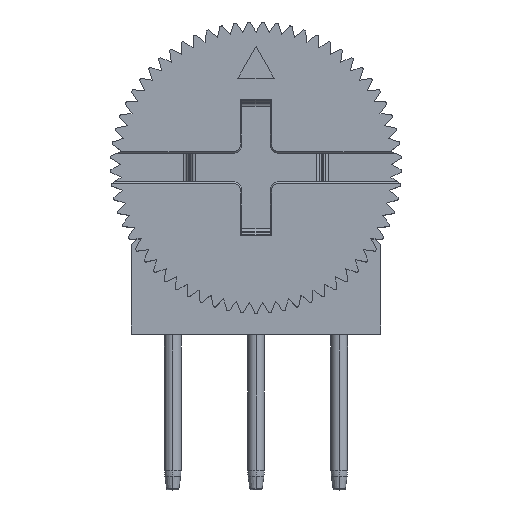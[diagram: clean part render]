
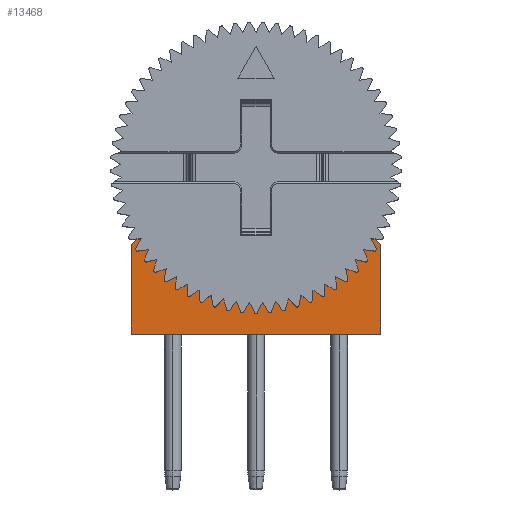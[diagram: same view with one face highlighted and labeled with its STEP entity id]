
A CAD part, top view. The second image highlights one B-rep face of the part: STEP entity #13468.
In plain terms, the highlighted planar face has unit normal (0, 0, 1).
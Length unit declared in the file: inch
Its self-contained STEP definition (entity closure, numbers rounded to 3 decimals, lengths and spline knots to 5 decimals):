
#74 = VERTEX_POINT ( 'NONE', #9421 ) ;
#512 = ORIENTED_EDGE ( 'NONE', *, *, #4187, .T. ) ;
#635 = AXIS2_PLACEMENT_3D ( 'NONE', #10652, #3231, #11986 ) ;
#1293 = CARTESIAN_POINT ( 'NONE',  ( -0.15, 0.1075, 0.075 ) ) ;
#1574 = ORIENTED_EDGE ( 'NONE', *, *, #14027, .T. ) ;
#1635 = CARTESIAN_POINT ( 'NONE',  ( 0., 0.2, 0.075 ) ) ;
#1896 = CIRCLE ( 'NONE', #5439, 0.1625 ) ;
#2175 = FACE_OUTER_BOUND ( 'NONE', #4597, .T. ) ;
#2478 = VERTEX_POINT ( 'NONE', #13061 ) ;
#2508 = EDGE_CURVE ( 'NONE', #15418, #11169, #16047, .T. ) ;
#2945 = DIRECTION ( 'NONE',  ( 0., 0., 1. ) ) ;
#3199 = CIRCLE ( 'NONE', #635, 0.1625 ) ;
#3231 = DIRECTION ( 'NONE',  ( 0., 0., 1. ) ) ;
#3525 = EDGE_CURVE ( 'NONE', #2478, #7693, #11531, .T. ) ;
#3680 = PLANE ( 'NONE',  #15257 ) ;
#3763 = DIRECTION ( 'NONE',  ( 0., 1., 0. ) ) ;
#3922 = CARTESIAN_POINT ( 'NONE',  ( 0.15, 0.1075, 0.075 ) ) ;
#4187 = EDGE_CURVE ( 'NONE', #9481, #2478, #1896, .T. ) ;
#4578 = VERTEX_POINT ( 'NONE', #8400 ) ;
#4597 = EDGE_LOOP ( 'NONE', ( #13930, #7796, #1574, #13268, #512, #13013, #11761, #10629 ) ) ;
#5183 = VERTEX_POINT ( 'NONE', #12463 ) ;
#5439 = AXIS2_PLACEMENT_3D ( 'NONE', #16031, #12345, #7424 ) ;
#5559 = CARTESIAN_POINT ( 'NONE',  ( -0.15, 0., 0.075 ) ) ;
#5896 = VECTOR ( 'NONE', #3763, 39.37008 ) ;
#5949 = CARTESIAN_POINT ( 'NONE',  ( 0.15, 0.1075, 0.075 ) ) ;
#6320 = CARTESIAN_POINT ( 'NONE',  ( -0.15, 0.1075, 0.075 ) ) ;
#6552 = EDGE_CURVE ( 'NONE', #7693, #5183, #3199, .T. ) ;
#7424 = DIRECTION ( 'NONE',  ( -1., 0., 0. ) ) ;
#7577 = LINE ( 'NONE', #6320, #15980 ) ;
#7693 = VERTEX_POINT ( 'NONE', #7888 ) ;
#7763 = AXIS2_PLACEMENT_3D ( 'NONE', #1635, #2945, #15486 ) ;
#7796 = ORIENTED_EDGE ( 'NONE', *, *, #11117, .T. ) ;
#7888 = CARTESIAN_POINT ( 'NONE',  ( -0.1625, 0.2, 0.075 ) ) ;
#7944 = CARTESIAN_POINT ( 'NONE',  ( -0.15, 0., 0.075 ) ) ;
#8031 = LINE ( 'NONE', #3922, #5896 ) ;
#8156 = CARTESIAN_POINT ( 'NONE',  ( 0.14, 0.1175, 0.075 ) ) ;
#8400 = CARTESIAN_POINT ( 'NONE',  ( 0.15, 0., 0.075 ) ) ;
#8447 = EDGE_CURVE ( 'NONE', #74, #9481, #14118, .T. ) ;
#8918 = LINE ( 'NONE', #11385, #14206 ) ;
#9421 = CARTESIAN_POINT ( 'NONE',  ( 0.15, 0.1075, 0.075 ) ) ;
#9481 = VERTEX_POINT ( 'NONE', #8156 ) ;
#10076 = DIRECTION ( 'NONE',  ( 0., 0., -1. ) ) ;
#10129 = CARTESIAN_POINT ( 'NONE',  ( 0., 0.2, 0.075 ) ) ;
#10195 = VECTOR ( 'NONE', #12126, 39.37008 ) ;
#10629 = ORIENTED_EDGE ( 'NONE', *, *, #11087, .T. ) ;
#10652 = CARTESIAN_POINT ( 'NONE',  ( 0., 0.2, 0.075 ) ) ;
#11087 = EDGE_CURVE ( 'NONE', #5183, #15418, #7577, .T. ) ;
#11117 = EDGE_CURVE ( 'NONE', #11169, #4578, #8918, .T. ) ;
#11169 = VERTEX_POINT ( 'NONE', #7944 ) ;
#11385 = CARTESIAN_POINT ( 'NONE',  ( 0.15, 0., 0.075 ) ) ;
#11531 = CIRCLE ( 'NONE', #7763, 0.1625 ) ;
#11761 = ORIENTED_EDGE ( 'NONE', *, *, #6552, .T. ) ;
#11986 = DIRECTION ( 'NONE',  ( -1., 0., 0. ) ) ;
#12126 = DIRECTION ( 'NONE',  ( -0.707, 0.707, 0. ) ) ;
#12345 = DIRECTION ( 'NONE',  ( 0., 0., 1. ) ) ;
#12463 = CARTESIAN_POINT ( 'NONE',  ( -0.14, 0.1175, 0.075 ) ) ;
#13013 = ORIENTED_EDGE ( 'NONE', *, *, #3525, .T. ) ;
#13061 = CARTESIAN_POINT ( 'NONE',  ( 0.1625, 0.2, 0.075 ) ) ;
#13268 = ORIENTED_EDGE ( 'NONE', *, *, #8447, .T. ) ;
#13468 = ADVANCED_FACE ( 'NONE', ( #2175 ), #3680, .F. ) ;
#13930 = ORIENTED_EDGE ( 'NONE', *, *, #2508, .T. ) ;
#14027 = EDGE_CURVE ( 'NONE', #4578, #74, #8031, .T. ) ;
#14118 = LINE ( 'NONE', #5949, #10195 ) ;
#14206 = VECTOR ( 'NONE', #15334, 39.37008 ) ;
#14325 = DIRECTION ( 'NONE',  ( 0., -1., 0. ) ) ;
#14668 = VECTOR ( 'NONE', #14325, 39.37008 ) ;
#15118 = DIRECTION ( 'NONE',  ( -0.707, -0.707, 0. ) ) ;
#15257 = AXIS2_PLACEMENT_3D ( 'NONE', #10129, #10076, #16171 ) ;
#15334 = DIRECTION ( 'NONE',  ( 1., 0., 0. ) ) ;
#15418 = VERTEX_POINT ( 'NONE', #1293 ) ;
#15486 = DIRECTION ( 'NONE',  ( -1., 0., 0. ) ) ;
#15980 = VECTOR ( 'NONE', #15118, 39.37008 ) ;
#16031 = CARTESIAN_POINT ( 'NONE',  ( 0., 0.2, 0.075 ) ) ;
#16047 = LINE ( 'NONE', #5559, #14668 ) ;
#16171 = DIRECTION ( 'NONE',  ( -1., 0., 0. ) ) ;
